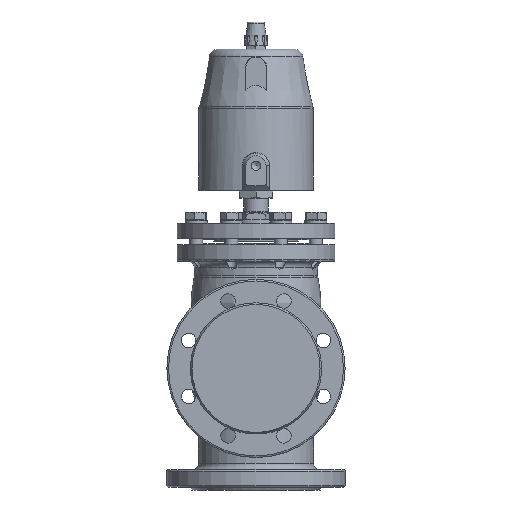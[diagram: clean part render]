
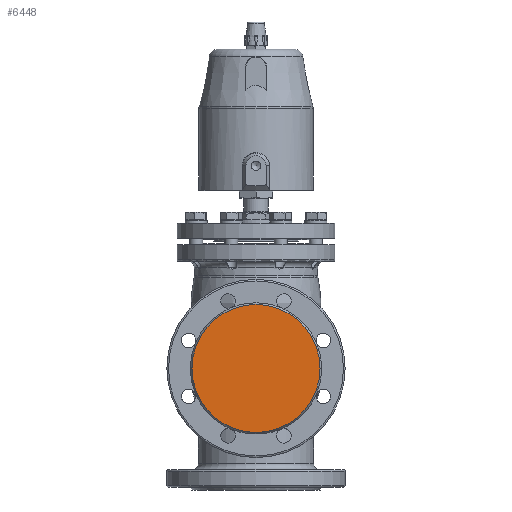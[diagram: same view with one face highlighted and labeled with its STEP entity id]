
A CAD part, left-side view. The second image highlights one B-rep face of the part: STEP entity #6448.
In plain terms, the highlighted planar face has unit normal (-1, 0, 0).
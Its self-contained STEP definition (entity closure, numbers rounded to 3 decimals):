
#1467=FACE_OUTER_BOUND('',#2003,.T.);
#2003=EDGE_LOOP('',(#5332));
#2468=CIRCLE('',#7119,79.);
#3019=VERTEX_POINT('',#14231);
#3817=EDGE_CURVE('',#3019,#3019,#2468,.T.);
#5332=ORIENTED_EDGE('',*,*,#3817,.T.);
#6139=PLANE('',#7168);
#6448=ADVANCED_FACE('',(#1467),#6139,.T.);
#7119=AXIS2_PLACEMENT_3D('',#14232,#8589,#8590);
#7168=AXIS2_PLACEMENT_3D('',#14627,#8687,#8688);
#8589=DIRECTION('center_axis',(-1.,0.,0.));
#8590=DIRECTION('ref_axis',(0.,0.,1.));
#8687=DIRECTION('center_axis',(-1.,0.,0.));
#8688=DIRECTION('ref_axis',(0.,0.,1.));
#14231=CARTESIAN_POINT('',(-175.,0.,79.));
#14232=CARTESIAN_POINT('Origin',(-175.,0.,0.));
#14627=CARTESIAN_POINT('Origin',(-175.,0.,39.5));
